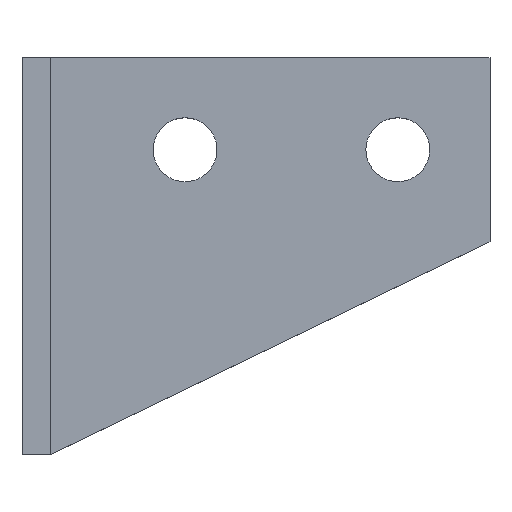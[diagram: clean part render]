
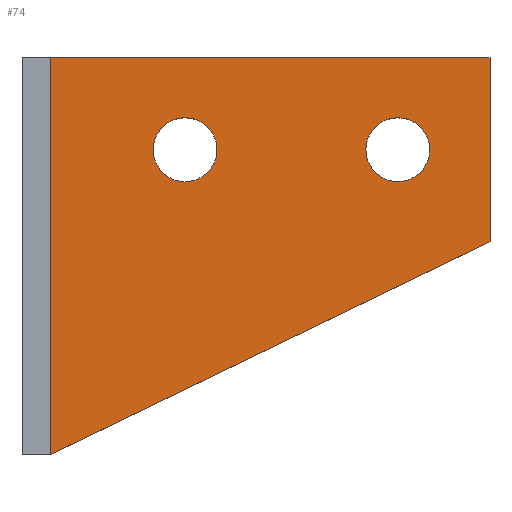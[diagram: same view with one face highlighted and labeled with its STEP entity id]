
A CAD part, top view. The second image highlights one B-rep face of the part: STEP entity #74.
In plain terms, the highlighted planar face has unit normal (0, 0, 1).
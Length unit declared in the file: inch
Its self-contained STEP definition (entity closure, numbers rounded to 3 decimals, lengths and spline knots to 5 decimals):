
#74=ADVANCED_FACE('',(#164,#165,#166),#167,.T.);
#164=FACE_BOUND('',#307,.T.);
#165=FACE_BOUND('',#308,.T.);
#166=FACE_OUTER_BOUND('',#309,.T.);
#167=PLANE('',#310);
#307=EDGE_LOOP('',(#519,#520,#521,#522));
#308=EDGE_LOOP('',(#523,#524,#525,#526));
#309=EDGE_LOOP('',(#527,#528,#529,#530));
#310=AXIS2_PLACEMENT_3D('',#531,#532,#533);
#519=ORIENTED_EDGE('',*,*,#735,.F.);
#520=ORIENTED_EDGE('',*,*,#715,.F.);
#521=ORIENTED_EDGE('',*,*,#738,.F.);
#522=ORIENTED_EDGE('',*,*,#739,.F.);
#523=ORIENTED_EDGE('',*,*,#740,.F.);
#524=ORIENTED_EDGE('',*,*,#700,.F.);
#525=ORIENTED_EDGE('',*,*,#695,.F.);
#526=ORIENTED_EDGE('',*,*,#741,.F.);
#527=ORIENTED_EDGE('',*,*,#742,.T.);
#528=ORIENTED_EDGE('',*,*,#743,.F.);
#529=ORIENTED_EDGE('',*,*,#710,.F.);
#530=ORIENTED_EDGE('',*,*,#744,.F.);
#531=CARTESIAN_POINT('',(1.66806,2.11591,0.25));
#532=DIRECTION('',(0.0,0.0,1.0));
#533=DIRECTION('',(1.0,0.0,0.0));
#695=EDGE_CURVE('',#806,#807,#808,.T.);
#700=EDGE_CURVE('',#807,#815,#816,.T.);
#710=EDGE_CURVE('',#832,#833,#834,.T.);
#715=EDGE_CURVE('',#841,#842,#843,.T.);
#735=EDGE_CURVE('',#842,#874,#875,.T.);
#738=EDGE_CURVE('',#878,#841,#879,.T.);
#739=EDGE_CURVE('',#874,#878,#880,.T.);
#740=EDGE_CURVE('',#815,#881,#882,.T.);
#741=EDGE_CURVE('',#881,#806,#883,.T.);
#742=EDGE_CURVE('',#884,#821,#885,.T.);
#743=EDGE_CURVE('',#833,#821,#886,.T.);
#744=EDGE_CURVE('',#884,#832,#887,.T.);
#806=VERTEX_POINT('',#967);
#807=VERTEX_POINT('',#968);
#808=B_SPLINE_CURVE_WITH_KNOTS('',3,(#969,#970,#971,#972),.UNSPECIFIED.,.F.,.F.,(4,4),(0.0,80.0),.UNSPECIFIED.);
#815=VERTEX_POINT('',#984);
#816=B_SPLINE_CURVE_WITH_KNOTS('',3,(#985,#986,#987,#988),.UNSPECIFIED.,.F.,.F.,(4,4),(0.0,80.0),.UNSPECIFIED.);
#821=VERTEX_POINT('',#997);
#832=VERTEX_POINT('',#1013);
#833=VERTEX_POINT('',#1014);
#834=LINE('',#1015,#1016);
#841=VERTEX_POINT('',#1026);
#842=VERTEX_POINT('',#1027);
#843=B_SPLINE_CURVE_WITH_KNOTS('',3,(#1028,#1029,#1030,#1031),.UNSPECIFIED.,.F.,.F.,(4,4),(0.0,80.0),.UNSPECIFIED.);
#874=VERTEX_POINT('',#1093);
#875=B_SPLINE_CURVE_WITH_KNOTS('',3,(#1094,#1095,#1096,#1097),.UNSPECIFIED.,.F.,.F.,(4,4),(0.0,80.0),.UNSPECIFIED.);
#878=VERTEX_POINT('',#1101);
#879=B_SPLINE_CURVE_WITH_KNOTS('',3,(#1102,#1103,#1104,#1105),.UNSPECIFIED.,.F.,.F.,(4,4),(0.0,80.0),.UNSPECIFIED.);
#880=B_SPLINE_CURVE_WITH_KNOTS('',3,(#1106,#1107,#1108,#1109),.UNSPECIFIED.,.F.,.F.,(4,4),(0.0,80.0),.UNSPECIFIED.);
#881=VERTEX_POINT('',#1110);
#882=B_SPLINE_CURVE_WITH_KNOTS('',3,(#1111,#1112,#1113,#1114),.UNSPECIFIED.,.F.,.F.,(4,4),(0.0,80.0),.UNSPECIFIED.);
#883=B_SPLINE_CURVE_WITH_KNOTS('',3,(#1115,#1116,#1117,#1118),.UNSPECIFIED.,.F.,.F.,(4,4),(0.0,80.0),.UNSPECIFIED.);
#884=VERTEX_POINT('',#1119);
#885=LINE('',#1120,#1121);
#886=LINE('',#1122,#1123);
#887=LINE('',#1124,#1125);
#967=CARTESIAN_POINT('',(2.78731,2.69335,0.25));
#968=CARTESIAN_POINT('',(3.06917,2.41149,0.25));
#969=CARTESIAN_POINT('',(2.78731,2.69335,0.25));
#970=CARTESIAN_POINT('',(2.78731,2.53769,0.25));
#971=CARTESIAN_POINT('',(2.91351,2.41149,0.25));
#972=CARTESIAN_POINT('',(3.06917,2.41149,0.25));
#984=CARTESIAN_POINT('',(3.35103,2.69335,0.25));
#985=CARTESIAN_POINT('',(3.06917,2.41149,0.25));
#986=CARTESIAN_POINT('',(3.22484,2.41149,0.25));
#987=CARTESIAN_POINT('',(3.35103,2.53769,0.25));
#988=CARTESIAN_POINT('',(3.35103,2.69335,0.25));
#997=CARTESIAN_POINT('',(0.,0.,0.25));
#1013=CARTESIAN_POINT('',(3.88344,3.50762,0.25));
#1014=CARTESIAN_POINT('',(3.88344,1.87908,0.25));
#1015=CARTESIAN_POINT('',(3.88344,1.87908,0.25));
#1016=VECTOR('',#1276,1.0);
#1026=CARTESIAN_POINT('',(1.19008,2.41149,0.25));
#1027=CARTESIAN_POINT('',(1.47195,2.69335,0.25));
#1028=CARTESIAN_POINT('',(1.19008,2.41149,0.25));
#1029=CARTESIAN_POINT('',(1.34576,2.41149,0.25));
#1030=CARTESIAN_POINT('',(1.47195,2.53769,0.25));
#1031=CARTESIAN_POINT('',(1.47195,2.69335,0.25));
#1093=CARTESIAN_POINT('',(1.19008,2.97522,0.25));
#1094=CARTESIAN_POINT('',(1.47195,2.69335,0.25));
#1095=CARTESIAN_POINT('',(1.47195,2.84902,0.25));
#1096=CARTESIAN_POINT('',(1.34576,2.97522,0.25));
#1097=CARTESIAN_POINT('',(1.19008,2.97522,0.25));
#1101=CARTESIAN_POINT('',(0.90822,2.69335,0.25));
#1102=CARTESIAN_POINT('',(0.90822,2.69335,0.25));
#1103=CARTESIAN_POINT('',(0.90822,2.53769,0.25));
#1104=CARTESIAN_POINT('',(1.03442,2.41149,0.25));
#1105=CARTESIAN_POINT('',(1.19008,2.41149,0.25));
#1106=CARTESIAN_POINT('',(1.19008,2.97522,0.25));
#1107=CARTESIAN_POINT('',(1.03442,2.97522,0.25));
#1108=CARTESIAN_POINT('',(0.90822,2.84902,0.25));
#1109=CARTESIAN_POINT('',(0.90822,2.69335,0.25));
#1110=CARTESIAN_POINT('',(3.06917,2.97522,0.25));
#1111=CARTESIAN_POINT('',(3.35103,2.69335,0.25));
#1112=CARTESIAN_POINT('',(3.35103,2.84902,0.25));
#1113=CARTESIAN_POINT('',(3.22484,2.97522,0.25));
#1114=CARTESIAN_POINT('',(3.06917,2.97522,0.25));
#1115=CARTESIAN_POINT('',(3.06917,2.97522,0.25));
#1116=CARTESIAN_POINT('',(2.91351,2.97522,0.25));
#1117=CARTESIAN_POINT('',(2.78731,2.84902,0.25));
#1118=CARTESIAN_POINT('',(2.78731,2.69335,0.25));
#1119=CARTESIAN_POINT('',(0.,3.50762,0.25));
#1120=CARTESIAN_POINT('',(0.,3.50762,0.25));
#1121=VECTOR('',#1288,1.0);
#1122=CARTESIAN_POINT('',(0.,0.,0.25));
#1123=VECTOR('',#1289,1.);
#1124=CARTESIAN_POINT('',(3.88344,3.50762,0.25));
#1125=VECTOR('',#1290,1.);
#1276=DIRECTION('',(0.0,-1.0,-0.0));
#1288=DIRECTION('',(0.0,-1.0,0.0));
#1289=DIRECTION('',(-0.9,-0.436,-0.0));
#1290=DIRECTION('',(1.0,0.0,0.0));
